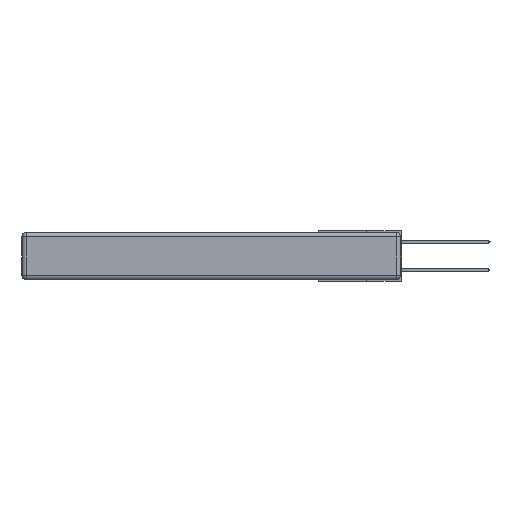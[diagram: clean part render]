
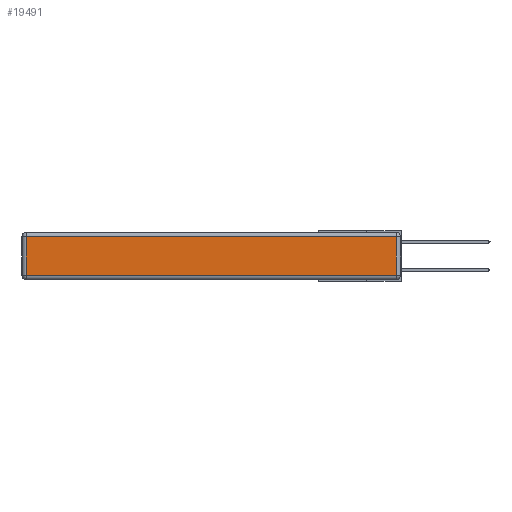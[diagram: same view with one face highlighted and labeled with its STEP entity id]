
A CAD part, left-side view. The second image highlights one B-rep face of the part: STEP entity #19491.
In plain terms, the highlighted planar face has unit normal (-1, 0, 0).
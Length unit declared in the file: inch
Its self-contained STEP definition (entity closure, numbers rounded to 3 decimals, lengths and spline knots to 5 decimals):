
#153 = EDGE_CURVE ( 'NONE', #10974, #6773, #22213, .T. ) ;
#1103 = ORIENTED_EDGE ( 'NONE', *, *, #21346, .T. ) ;
#2002 = DIRECTION ( 'NONE',  ( 0., 0., 1. ) ) ;
#2447 = CARTESIAN_POINT ( 'NONE',  ( 0., 0.03, -0.343 ) ) ;
#3442 = EDGE_LOOP ( 'NONE', ( #12413, #11467, #20031, #1103 ) ) ;
#3700 = DIRECTION ( 'NONE',  ( 0., -1., 0. ) ) ;
#4427 = VECTOR ( 'NONE', #3700, 39.37008 ) ;
#5995 = DIRECTION ( 'NONE',  ( 0., 1., 0. ) ) ;
#6773 = VERTEX_POINT ( 'NONE', #7786 ) ;
#7568 = DIRECTION ( 'NONE',  ( -1., 0., 0. ) ) ;
#7577 = CARTESIAN_POINT ( 'NONE',  ( 0., 0., -0.313 ) ) ;
#7786 = CARTESIAN_POINT ( 'NONE',  ( 0., 2.72, -0.03 ) ) ;
#7821 = CARTESIAN_POINT ( 'NONE',  ( 0., 2.75, -0.03 ) ) ;
#9153 = DIRECTION ( 'NONE',  ( 0., 0., -1. ) ) ;
#9297 = PLANE ( 'NONE',  #13838 ) ;
#9965 = VECTOR ( 'NONE', #19381, 39.37008 ) ;
#10974 = VERTEX_POINT ( 'NONE', #11302 ) ;
#11302 = CARTESIAN_POINT ( 'NONE',  ( 0., 0.03, -0.03 ) ) ;
#11467 = ORIENTED_EDGE ( 'NONE', *, *, #22731, .T. ) ;
#11532 = CARTESIAN_POINT ( 'NONE',  ( 0., 0., -0.343 ) ) ;
#12413 = ORIENTED_EDGE ( 'NONE', *, *, #13091, .T. ) ;
#12615 = CARTESIAN_POINT ( 'NONE',  ( 0., 2.72, -0.313 ) ) ;
#12994 = LINE ( 'NONE', #22428, #14170 ) ;
#13091 = EDGE_CURVE ( 'NONE', #18249, #15482, #20383, .T. ) ;
#13838 = AXIS2_PLACEMENT_3D ( 'NONE', #11532, #7568, #2002 ) ;
#14170 = VECTOR ( 'NONE', #9153, 39.37008 ) ;
#15176 = VECTOR ( 'NONE', #5995, 39.37008 ) ;
#15482 = VERTEX_POINT ( 'NONE', #15877 ) ;
#15877 = CARTESIAN_POINT ( 'NONE',  ( 0., 0.03, -0.313 ) ) ;
#18191 = FACE_OUTER_BOUND ( 'NONE', #3442, .T. ) ;
#18249 = VERTEX_POINT ( 'NONE', #12615 ) ;
#19381 = DIRECTION ( 'NONE',  ( 0., 0., 1. ) ) ;
#19491 = ADVANCED_FACE ( 'NONE', ( #18191 ), #9297, .T. ) ;
#20031 = ORIENTED_EDGE ( 'NONE', *, *, #153, .T. ) ;
#20383 = LINE ( 'NONE', #7577, #4427 ) ;
#21188 = LINE ( 'NONE', #2447, #9965 ) ;
#21346 = EDGE_CURVE ( 'NONE', #6773, #18249, #12994, .T. ) ;
#22213 = LINE ( 'NONE', #7821, #15176 ) ;
#22428 = CARTESIAN_POINT ( 'NONE',  ( 0., 2.72, -0.343 ) ) ;
#22731 = EDGE_CURVE ( 'NONE', #15482, #10974, #21188, .T. ) ;
